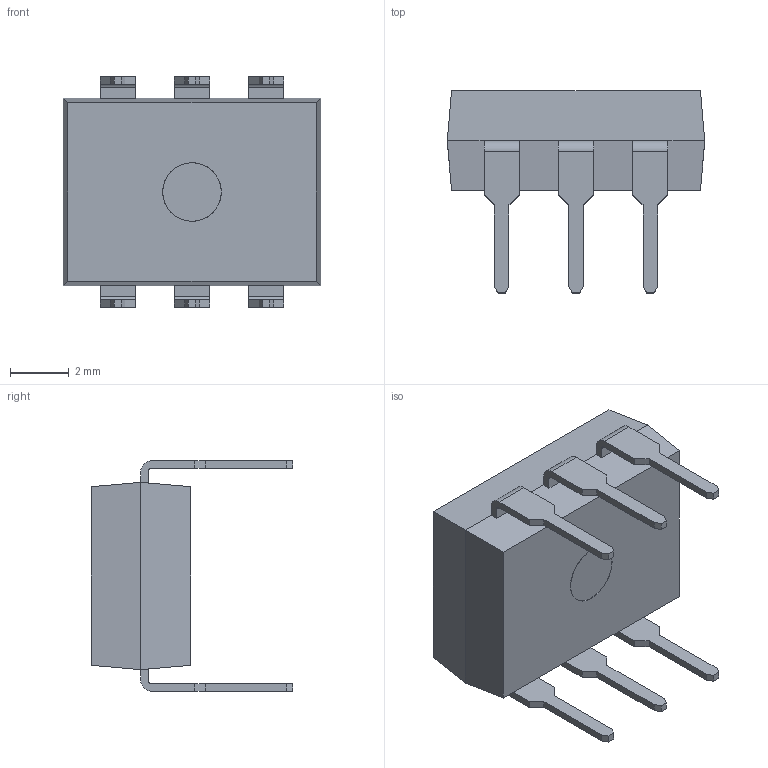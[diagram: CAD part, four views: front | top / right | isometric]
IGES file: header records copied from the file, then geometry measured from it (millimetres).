
Global section: file name: No Iges File Name specified; native system: Autodesk Inventor 2013; preprocessor: AutoDesk Inventor Iges Exporter R2013; author: odafonseca; date: 20130529.140919; units: millimetre
Bounding box: 8.8 x 6.9 x 7.87 mm (x, y, z)
Volume: 190.5 mm3; surface area: 275.3 mm2
Topology: 1 solids, 1 shells, 230 faces, 626 edges, 412 vertices
Faces by surface type: bspline 230
